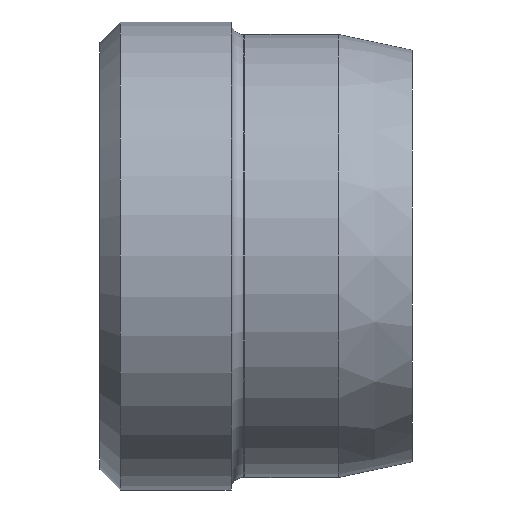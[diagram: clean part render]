
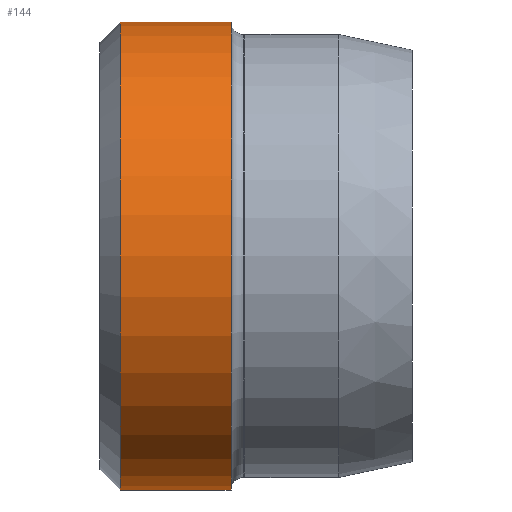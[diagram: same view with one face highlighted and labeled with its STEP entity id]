
A CAD part, left-side view. The second image highlights one B-rep face of the part: STEP entity #144.
In plain terms, the highlighted cylindrical face has radius 7.5 mm (diameter 15 mm), a partial arc.
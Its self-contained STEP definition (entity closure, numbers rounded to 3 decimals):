
#67 = DIRECTION ( 'NONE',  ( 0., 0., 1. ) ) ;
#69 = DIRECTION ( 'NONE',  ( 0., 1., 0. ) ) ;
#72 = CARTESIAN_POINT ( 'NONE',  ( 0., 9.35, 0. ) ) ;
#81 = DIRECTION ( 'NONE',  ( 0., 0., 1. ) ) ;
#82 = DIRECTION ( 'NONE',  ( 0., 1., 0. ) ) ;
#85 = CARTESIAN_POINT ( 'NONE',  ( 0., 5.8, 0. ) ) ;
#102 = DIRECTION ( 'NONE',  ( 0., 0., 1. ) ) ;
#104 = DIRECTION ( 'NONE',  ( 0., 1., 0. ) ) ;
#105 = CARTESIAN_POINT ( 'NONE',  ( 0., 0., 0. ) ) ;
#112 = DIRECTION ( 'NONE',  ( 0., 1., 0. ) ) ;
#113 = CARTESIAN_POINT ( 'NONE',  ( 0., 0., 7.5 ) ) ;
#117 = DIRECTION ( 'NONE',  ( 0., 1., 0. ) ) ;
#118 = CARTESIAN_POINT ( 'NONE',  ( 0., 0., -7.5 ) ) ;
#132 = EDGE_CURVE ( 'NONE', #226, #225, #689, .T. ) ;
#140 = EDGE_CURVE ( 'NONE', #214, #226, #365, .T. ) ;
#142 = EDGE_CURVE ( 'NONE', #215, #225, #367, .T. ) ;
#144 = ADVANCED_FACE ( 'NONE', ( #368 ), #370, .T. ) ;
#149 = EDGE_CURVE ( 'NONE', #214, #215, #687, .T. ) ;
#214 = VERTEX_POINT ( 'NONE', #465 ) ;
#215 = VERTEX_POINT ( 'NONE', #464 ) ;
#225 = VERTEX_POINT ( 'NONE', #453 ) ;
#226 = VERTEX_POINT ( 'NONE', #452 ) ;
#251 = EDGE_LOOP ( 'NONE', ( #268, #269, #270, #267 ) ) ;
#267 = ORIENTED_EDGE ( 'NONE', *, *, #132, .F. ) ;
#268 = ORIENTED_EDGE ( 'NONE', *, *, #140, .F. ) ;
#269 = ORIENTED_EDGE ( 'NONE', *, *, #149, .T. ) ;
#270 = ORIENTED_EDGE ( 'NONE', *, *, #142, .T. ) ;
#365 = LINE ( 'NONE', #118, #693 ) ;
#367 = LINE ( 'NONE', #113, #691 ) ;
#368 = FACE_OUTER_BOUND ( 'NONE', #251, .T. ) ;
#370 = CYLINDRICAL_SURFACE ( 'NONE', #690, 7.5 ) ;
#452 = CARTESIAN_POINT ( 'NONE',  ( 0., 9.35, -7.5 ) ) ;
#453 = CARTESIAN_POINT ( 'NONE',  ( 0., 9.35, 7.5 ) ) ;
#464 = CARTESIAN_POINT ( 'NONE',  ( 0., 5.8, 7.5 ) ) ;
#465 = CARTESIAN_POINT ( 'NONE',  ( 0., 5.8, -7.5 ) ) ;
#657 = AXIS2_PLACEMENT_3D ( 'NONE', #72, #69, #67 ) ;
#674 = AXIS2_PLACEMENT_3D ( 'NONE', #85, #82, #81 ) ;
#687 = CIRCLE ( 'NONE', #674, 7.5 ) ;
#689 = CIRCLE ( 'NONE', #657, 7.5 ) ;
#690 = AXIS2_PLACEMENT_3D ( 'NONE', #105, #104, #102 ) ;
#691 = VECTOR ( 'NONE', #112, 1000. ) ;
#693 = VECTOR ( 'NONE', #117, 1000. ) ;
